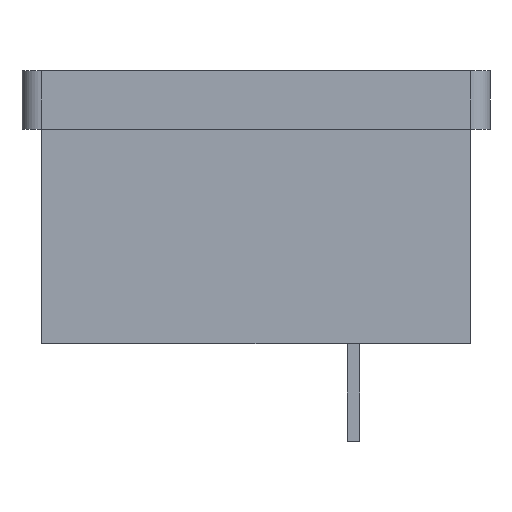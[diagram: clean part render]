
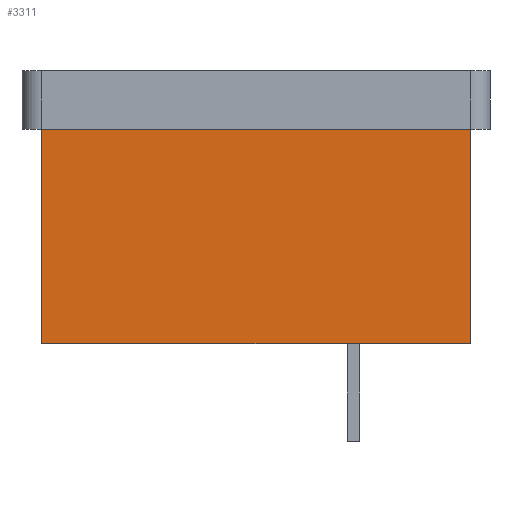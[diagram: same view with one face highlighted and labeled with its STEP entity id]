
A CAD part, left-side view. The second image highlights one B-rep face of the part: STEP entity #3311.
In plain terms, the highlighted planar face has unit normal (-1, 0, 0).
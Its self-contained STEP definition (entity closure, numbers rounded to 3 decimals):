
#407 = DIRECTION ( 'NONE',  ( 0., 1., 0. ) ) ;
#470 = CARTESIAN_POINT ( 'NONE',  ( -22.5, -11., -11. ) ) ;
#547 = LINE ( 'NONE', #584, #3192 ) ;
#584 = CARTESIAN_POINT ( 'NONE',  ( -22.5, 11., -11. ) ) ;
#815 = AXIS2_PLACEMENT_3D ( 'NONE', #6901, #5884, #5222 ) ;
#829 = VERTEX_POINT ( 'NONE', #2507 ) ;
#1020 = CARTESIAN_POINT ( 'NONE',  ( -22.5, -11., 0. ) ) ;
#1547 = LINE ( 'NONE', #4261, #5010 ) ;
#1663 = DIRECTION ( 'NONE',  ( 0., 0., 1. ) ) ;
#1750 = DIRECTION ( 'NONE',  ( 0., 1., 0. ) ) ;
#1941 = VERTEX_POINT ( 'NONE', #2561 ) ;
#2507 = CARTESIAN_POINT ( 'NONE',  ( -22.5, 11., -11. ) ) ;
#2561 = CARTESIAN_POINT ( 'NONE',  ( -22.5, 11., 0. ) ) ;
#3065 = PLANE ( 'NONE',  #815 ) ;
#3124 = DIRECTION ( 'NONE',  ( 0., 0., 1. ) ) ;
#3192 = VECTOR ( 'NONE', #1663, 1000. ) ;
#3311 = ADVANCED_FACE ( 'NONE', ( #5853 ), #3065, .F. ) ;
#3569 = EDGE_CURVE ( 'NONE', #5637, #4967, #3655, .T. ) ;
#3655 = LINE ( 'NONE', #5811, #5228 ) ;
#3693 = ORIENTED_EDGE ( 'NONE', *, *, #4700, .F. ) ;
#4001 = VECTOR ( 'NONE', #1750, 1000. ) ;
#4105 = EDGE_CURVE ( 'NONE', #829, #1941, #547, .T. ) ;
#4261 = CARTESIAN_POINT ( 'NONE',  ( -22.5, -11., 0. ) ) ;
#4271 = EDGE_CURVE ( 'NONE', #4967, #1941, #1547, .T. ) ;
#4341 = EDGE_LOOP ( 'NONE', ( #6798, #4566, #3693, #6274 ) ) ;
#4566 = ORIENTED_EDGE ( 'NONE', *, *, #4105, .F. ) ;
#4700 = EDGE_CURVE ( 'NONE', #5637, #829, #5596, .T. ) ;
#4967 = VERTEX_POINT ( 'NONE', #1020 ) ;
#5010 = VECTOR ( 'NONE', #407, 1000. ) ;
#5222 = DIRECTION ( 'NONE',  ( 0., 0., -1. ) ) ;
#5228 = VECTOR ( 'NONE', #3124, 1000. ) ;
#5596 = LINE ( 'NONE', #6570, #4001 ) ;
#5637 = VERTEX_POINT ( 'NONE', #470 ) ;
#5811 = CARTESIAN_POINT ( 'NONE',  ( -22.5, -11., -11. ) ) ;
#5853 = FACE_OUTER_BOUND ( 'NONE', #4341, .T. ) ;
#5884 = DIRECTION ( 'NONE',  ( 1., 0., 0. ) ) ;
#6274 = ORIENTED_EDGE ( 'NONE', *, *, #3569, .T. ) ;
#6570 = CARTESIAN_POINT ( 'NONE',  ( -22.5, -11., -11. ) ) ;
#6798 = ORIENTED_EDGE ( 'NONE', *, *, #4271, .T. ) ;
#6901 = CARTESIAN_POINT ( 'NONE',  ( -22.5, -11., -11. ) ) ;
